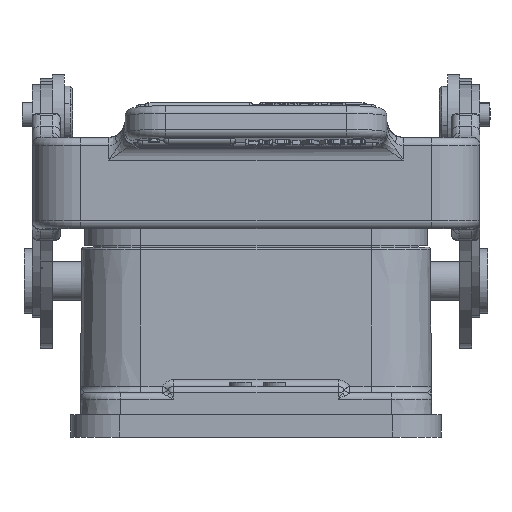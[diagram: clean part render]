
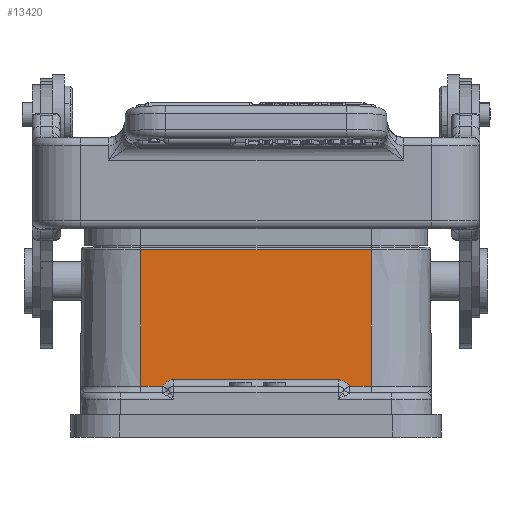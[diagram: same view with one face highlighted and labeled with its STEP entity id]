
A CAD part, left-side view. The second image highlights one B-rep face of the part: STEP entity #13420.
In plain terms, the highlighted planar face has unit normal (-1, 0, 0.009).
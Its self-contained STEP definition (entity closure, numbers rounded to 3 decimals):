
#1634=(
BOUNDED_CURVE()
B_SPLINE_CURVE(3,(#63912,#63913,#63914,#63915),.UNSPECIFIED.,.F.,.F.)
B_SPLINE_CURVE_WITH_KNOTS((4,4),(0.,1.),.UNSPECIFIED.)
CURVE()
GEOMETRIC_REPRESENTATION_ITEM()
RATIONAL_B_SPLINE_CURVE((1.,0.911,0.911,1.))
REPRESENTATION_ITEM('')
);
#1635=(
BOUNDED_CURVE()
B_SPLINE_CURVE(3,(#63919,#63920,#63921,#63922),.UNSPECIFIED.,.F.,.F.)
B_SPLINE_CURVE_WITH_KNOTS((4,4),(0.,1.),.UNSPECIFIED.)
CURVE()
GEOMETRIC_REPRESENTATION_ITEM()
RATIONAL_B_SPLINE_CURVE((1.,0.911,0.911,1.))
REPRESENTATION_ITEM('')
);
#11845=PLANE('',#43030);
#13420=ADVANCED_FACE('NONE',(#15891),#11845,.T.);
#15891=FACE_OUTER_BOUND('',#17772,.T.);
#17772=EDGE_LOOP('',(#24413,#24414,#24415,#24416,#24417,#24418,#24419,#24420));
#24413=ORIENTED_EDGE('',*,*,#35031,.T.);
#24414=ORIENTED_EDGE('',*,*,#35032,.T.);
#24415=ORIENTED_EDGE('',*,*,#35033,.T.);
#24416=ORIENTED_EDGE('',*,*,#35034,.T.);
#24417=ORIENTED_EDGE('',*,*,#35035,.T.);
#24418=ORIENTED_EDGE('',*,*,#35036,.T.);
#24419=ORIENTED_EDGE('',*,*,#35037,.T.);
#24420=ORIENTED_EDGE('',*,*,#35038,.T.);
#31247=VERTEX_POINT('',#63904);
#31248=VERTEX_POINT('',#63905);
#31249=VERTEX_POINT('',#63907);
#31250=VERTEX_POINT('',#63909);
#31251=VERTEX_POINT('',#63911);
#31252=VERTEX_POINT('',#63916);
#31253=VERTEX_POINT('',#63918);
#31254=VERTEX_POINT('',#63923);
#35031=EDGE_CURVE('NONE',#31247,#31248,#38579,.T.);
#35032=EDGE_CURVE('NONE',#31248,#31249,#38580,.T.);
#35033=EDGE_CURVE('NONE',#31249,#31250,#38581,.T.);
#35034=EDGE_CURVE('NONE',#31250,#31251,#38582,.T.);
#35035=EDGE_CURVE('NONE',#31251,#31252,#1634,.T.);
#35036=EDGE_CURVE('NONE',#31252,#31253,#38583,.T.);
#35037=EDGE_CURVE('NONE',#31253,#31254,#1635,.T.);
#35038=EDGE_CURVE('NONE',#31254,#31247,#38584,.T.);
#38579=LINE('',#63903,#40688);
#38580=LINE('',#63906,#40689);
#38581=LINE('',#63908,#40690);
#38582=LINE('',#63910,#40691);
#38583=LINE('',#63917,#40692);
#38584=LINE('',#63924,#40693);
#40688=VECTOR('',#48391,1.);
#40689=VECTOR('',#48392,1.);
#40690=VECTOR('',#48393,1.);
#40691=VECTOR('',#48394,1.);
#40692=VECTOR('',#48395,1.);
#40693=VECTOR('',#48396,1.);
#43030=AXIS2_PLACEMENT_3D('',#63925,#48397,#48398);
#48391=DIRECTION('',(0.009,0.,1.));
#48392=DIRECTION('',(0.,1.,0.));
#48393=DIRECTION('',(-0.009,0.,-1.));
#48394=DIRECTION('',(0.,-1.,0.));
#48395=DIRECTION('',(0.,-1.,0.));
#48396=DIRECTION('',(0.,-1.,0.));
#48397=DIRECTION('',(-1.,0.,0.009));
#48398=DIRECTION('',(0.009,0.,1.));
#63903=CARTESIAN_POINT('',(-60.,-14.25,0.));
#63904=CARTESIAN_POINT('',(-59.958,-14.25,4.793));
#63905=CARTESIAN_POINT('',(-59.811,-14.25,21.703));
#63906=CARTESIAN_POINT('',(-59.811,14.25,21.703));
#63907=CARTESIAN_POINT('',(-59.811,14.25,21.703));
#63908=CARTESIAN_POINT('',(-60.,14.25,0.));
#63909=CARTESIAN_POINT('',(-59.958,14.25,4.793));
#63910=CARTESIAN_POINT('',(-59.958,-21.75,4.793));
#63911=CARTESIAN_POINT('',(-59.958,11.585,4.793));
#63912=CARTESIAN_POINT('',(-59.958,11.585,4.793));
#63913=CARTESIAN_POINT('',(-59.954,11.292,5.3));
#63914=CARTESIAN_POINT('',(-59.951,10.785,5.593));
#63915=CARTESIAN_POINT('',(-59.951,10.2,5.593));
#63916=CARTESIAN_POINT('',(-59.951,10.2,5.593));
#63917=CARTESIAN_POINT('',(-59.951,-21.75,5.593));
#63918=CARTESIAN_POINT('',(-59.951,-10.2,5.593));
#63919=CARTESIAN_POINT('',(-59.951,-10.2,5.593));
#63920=CARTESIAN_POINT('',(-59.951,-10.785,5.593));
#63921=CARTESIAN_POINT('',(-59.954,-11.292,5.3));
#63922=CARTESIAN_POINT('',(-59.958,-11.585,4.793));
#63923=CARTESIAN_POINT('',(-59.958,-11.585,4.793));
#63924=CARTESIAN_POINT('',(-59.958,-21.75,4.793));
#63925=CARTESIAN_POINT('',(-60.,-21.75,0.));
